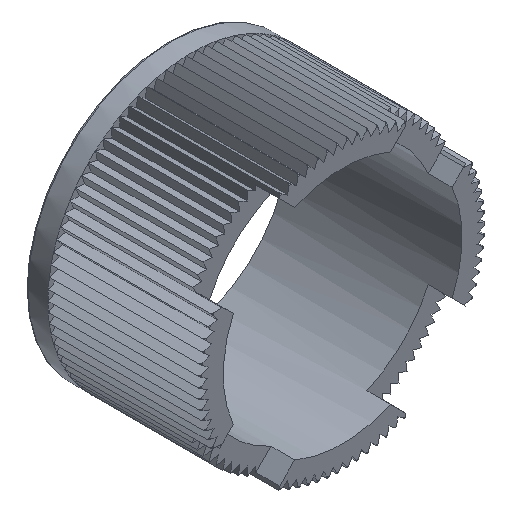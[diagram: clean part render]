
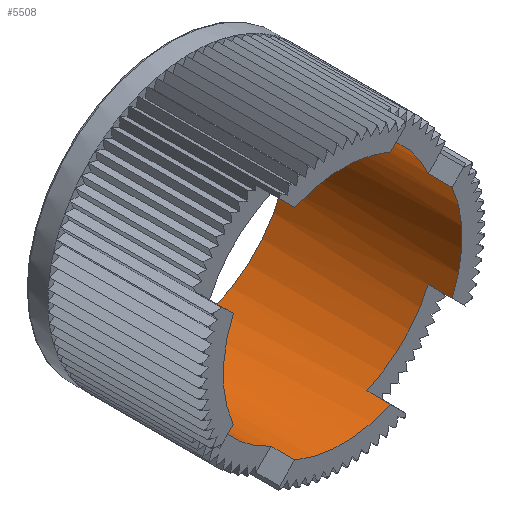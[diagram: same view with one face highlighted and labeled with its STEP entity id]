
A CAD part, isometric view. The second image highlights one B-rep face of the part: STEP entity #5508.
In plain terms, the highlighted cylindrical face has radius 7.506 mm (diameter 15.011 mm), a full revolution.
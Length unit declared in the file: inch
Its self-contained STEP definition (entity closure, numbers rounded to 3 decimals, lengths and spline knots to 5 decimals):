
#463=FACE_BOUND($,#812,.T.);
#468=FACE_OUTER_BOUND($,#811,.T.);
#811=EDGE_LOOP($,(#3820,#3821,#3822,#3823,#3824,#3825,#3826,#3827,#3828,
#3829,#3830,#3831,#3832,#3833,#3834,#3835));
#812=EDGE_LOOP($,(#3836));
#1159=CIRCLE($,#5856,0.2955);
#1160=CIRCLE($,#5857,0.2955);
#1161=CIRCLE($,#5858,0.2955);
#1162=CIRCLE($,#5859,0.2955);
#1163=CIRCLE($,#5860,0.2955);
#1164=CIRCLE($,#5861,0.2955);
#1165=CIRCLE($,#5862,0.2955);
#1166=CIRCLE($,#5863,0.2955);
#1167=CIRCLE($,#5864,0.2955);
#1314=LINE($,#7938,#1894);
#1315=LINE($,#7942,#1895);
#1316=LINE($,#7946,#1896);
#1317=LINE($,#7950,#1897);
#1318=LINE($,#7954,#1898);
#1319=LINE($,#7958,#1899);
#1320=LINE($,#7962,#1900);
#1321=LINE($,#7966,#1901);
#1894=VECTOR($,#6358,0.059);
#1895=VECTOR($,#6361,0.059);
#1896=VECTOR($,#6364,0.059);
#1897=VECTOR($,#6367,0.059);
#1898=VECTOR($,#6370,0.059);
#1899=VECTOR($,#6373,0.059);
#1900=VECTOR($,#6376,0.059);
#1901=VECTOR($,#6379,0.059);
#2474=VERTEX_POINT($,#7936);
#2475=VERTEX_POINT($,#7937);
#2476=VERTEX_POINT($,#7939);
#2477=VERTEX_POINT($,#7941);
#2478=VERTEX_POINT($,#7943);
#2479=VERTEX_POINT($,#7945);
#2480=VERTEX_POINT($,#7947);
#2481=VERTEX_POINT($,#7949);
#2482=VERTEX_POINT($,#7951);
#2483=VERTEX_POINT($,#7953);
#2484=VERTEX_POINT($,#7955);
#2485=VERTEX_POINT($,#7957);
#2486=VERTEX_POINT($,#7959);
#2487=VERTEX_POINT($,#7961);
#2488=VERTEX_POINT($,#7963);
#2489=VERTEX_POINT($,#7965);
#2490=VERTEX_POINT($,#7968);
#2977=EDGE_CURVE($,#2474,#2475,#1314,.T.);
#2978=EDGE_CURVE($,#2476,#2474,#1159,.T.);
#2979=EDGE_CURVE($,#2477,#2476,#1315,.T.);
#2980=EDGE_CURVE($,#2478,#2477,#1160,.T.);
#2981=EDGE_CURVE($,#2479,#2478,#1316,.T.);
#2982=EDGE_CURVE($,#2480,#2479,#1161,.T.);
#2983=EDGE_CURVE($,#2481,#2480,#1317,.T.);
#2984=EDGE_CURVE($,#2482,#2481,#1162,.T.);
#2985=EDGE_CURVE($,#2483,#2482,#1318,.T.);
#2986=EDGE_CURVE($,#2484,#2483,#1163,.T.);
#2987=EDGE_CURVE($,#2485,#2484,#1319,.T.);
#2988=EDGE_CURVE($,#2486,#2485,#1164,.T.);
#2989=EDGE_CURVE($,#2487,#2486,#1320,.T.);
#2990=EDGE_CURVE($,#2488,#2487,#1165,.T.);
#2991=EDGE_CURVE($,#2489,#2488,#1321,.T.);
#2992=EDGE_CURVE($,#2475,#2489,#1166,.T.);
#2993=EDGE_CURVE($,#2490,#2490,#1167,.T.);
#3820=ORIENTED_EDGE($,*,*,#2977,.F.);
#3821=ORIENTED_EDGE($,*,*,#2978,.F.);
#3822=ORIENTED_EDGE($,*,*,#2979,.F.);
#3823=ORIENTED_EDGE($,*,*,#2980,.F.);
#3824=ORIENTED_EDGE($,*,*,#2981,.F.);
#3825=ORIENTED_EDGE($,*,*,#2982,.F.);
#3826=ORIENTED_EDGE($,*,*,#2983,.F.);
#3827=ORIENTED_EDGE($,*,*,#2984,.F.);
#3828=ORIENTED_EDGE($,*,*,#2985,.F.);
#3829=ORIENTED_EDGE($,*,*,#2986,.F.);
#3830=ORIENTED_EDGE($,*,*,#2987,.F.);
#3831=ORIENTED_EDGE($,*,*,#2988,.F.);
#3832=ORIENTED_EDGE($,*,*,#2989,.F.);
#3833=ORIENTED_EDGE($,*,*,#2990,.F.);
#3834=ORIENTED_EDGE($,*,*,#2991,.F.);
#3835=ORIENTED_EDGE($,*,*,#2992,.F.);
#3836=ORIENTED_EDGE($,*,*,#2993,.F.);
#5506=CYLINDRICAL_SURFACE($,#5855,0.2955);
#5508=ADVANCED_FACE($,(#468,#463),#5506,.F.);
#5855=AXIS2_PLACEMENT_3D($,#7935,#6356,#6357);
#5856=AXIS2_PLACEMENT_3D($,#7940,#6359,#6360);
#5857=AXIS2_PLACEMENT_3D($,#7944,#6362,#6363);
#5858=AXIS2_PLACEMENT_3D($,#7948,#6365,#6366);
#5859=AXIS2_PLACEMENT_3D($,#7952,#6368,#6369);
#5860=AXIS2_PLACEMENT_3D($,#7956,#6371,#6372);
#5861=AXIS2_PLACEMENT_3D($,#7960,#6374,#6375);
#5862=AXIS2_PLACEMENT_3D($,#7964,#6377,#6378);
#5863=AXIS2_PLACEMENT_3D($,#7967,#6380,#6381);
#5864=AXIS2_PLACEMENT_3D($,#7969,#6382,#6383);
#6356=DIRECTION('center_axis',(0.,1.,0.));
#6357=DIRECTION('ref_axis',(-1.,0.,0.));
#6358=DIRECTION($,(0.,-1.,0.));
#6359=DIRECTION('center_axis',(0.,1.,0.));
#6360=DIRECTION('ref_axis',(-1.,0.,0.));
#6361=DIRECTION($,(0.,1.,0.));
#6362=DIRECTION('center_axis',(0.,1.,0.));
#6363=DIRECTION('ref_axis',(-1.,0.,0.));
#6364=DIRECTION($,(0.,-1.,0.));
#6365=DIRECTION('center_axis',(0.,1.,0.));
#6366=DIRECTION('ref_axis',(-1.,0.,0.));
#6367=DIRECTION($,(0.,1.,0.));
#6368=DIRECTION('center_axis',(0.,1.,0.));
#6369=DIRECTION('ref_axis',(-1.,0.,0.));
#6370=DIRECTION($,(0.,-1.,0.));
#6371=DIRECTION('center_axis',(0.,1.,0.));
#6372=DIRECTION('ref_axis',(-1.,0.,0.));
#6373=DIRECTION($,(0.,1.,0.));
#6374=DIRECTION('center_axis',(0.,1.,0.));
#6375=DIRECTION('ref_axis',(-1.,0.,0.));
#6376=DIRECTION($,(0.,-1.,0.));
#6377=DIRECTION('center_axis',(0.,1.,0.));
#6378=DIRECTION('ref_axis',(-1.,0.,0.));
#6379=DIRECTION($,(0.,1.,0.));
#6380=DIRECTION('center_axis',(0.,1.,0.));
#6381=DIRECTION('ref_axis',(-1.,0.,0.));
#6382=DIRECTION('center_axis',(0.,-1.,0.));
#6383=DIRECTION('ref_axis',(-1.,0.,0.));
#7935=CARTESIAN_POINT('Origin',(0.,-0.429,0.));
#7936=CARTESIAN_POINT('',(-0.11886,-0.37,0.27054));
#7937=CARTESIAN_POINT('',(-0.11886,-0.429,0.27054));
#7938=CARTESIAN_POINT($,(-0.11886,-0.429,0.27054));
#7939=CARTESIAN_POINT('',(-0.27054,-0.37,0.11886));
#7940=CARTESIAN_POINT('Origin',(0.,-0.37,0.));
#7941=CARTESIAN_POINT('',(-0.27054,-0.429,0.11886));
#7942=CARTESIAN_POINT($,(-0.27054,-0.429,0.11886));
#7943=CARTESIAN_POINT('',(-0.27054,-0.429,-0.11886));
#7944=CARTESIAN_POINT('Origin',(0.,-0.429,0.));
#7945=CARTESIAN_POINT('',(-0.27054,-0.37,-0.11886));
#7946=CARTESIAN_POINT($,(-0.27054,-0.429,-0.11886));
#7947=CARTESIAN_POINT('',(-0.11886,-0.37,-0.27054));
#7948=CARTESIAN_POINT('Origin',(0.,-0.37,0.));
#7949=CARTESIAN_POINT('',(-0.11886,-0.429,-0.27054));
#7950=CARTESIAN_POINT($,(-0.11886,-0.429,-0.27054));
#7951=CARTESIAN_POINT('',(0.11886,-0.429,-0.27054));
#7952=CARTESIAN_POINT('Origin',(0.,-0.429,0.));
#7953=CARTESIAN_POINT('',(0.11886,-0.37,-0.27054));
#7954=CARTESIAN_POINT($,(0.11886,-0.429,-0.27054));
#7955=CARTESIAN_POINT('',(0.27054,-0.37,-0.11886));
#7956=CARTESIAN_POINT('Origin',(0.,-0.37,0.));
#7957=CARTESIAN_POINT('',(0.27054,-0.429,-0.11886));
#7958=CARTESIAN_POINT($,(0.27054,-0.429,-0.11886));
#7959=CARTESIAN_POINT('',(0.27054,-0.429,0.11886));
#7960=CARTESIAN_POINT('Origin',(0.,-0.429,0.));
#7961=CARTESIAN_POINT('',(0.27054,-0.37,0.11886));
#7962=CARTESIAN_POINT($,(0.27054,-0.429,0.11886));
#7963=CARTESIAN_POINT('',(0.11886,-0.37,0.27054));
#7964=CARTESIAN_POINT('Origin',(0.,-0.37,0.));
#7965=CARTESIAN_POINT('',(0.11886,-0.429,0.27054));
#7966=CARTESIAN_POINT($,(0.11886,-0.429,0.27054));
#7967=CARTESIAN_POINT('Origin',(0.,-0.429,0.));
#7968=CARTESIAN_POINT('',(0.2955,0.,0.));
#7969=CARTESIAN_POINT('Origin',(0.,0.,0.));
